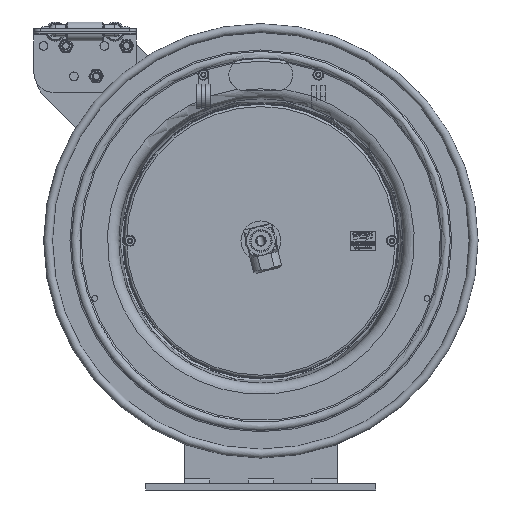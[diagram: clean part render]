
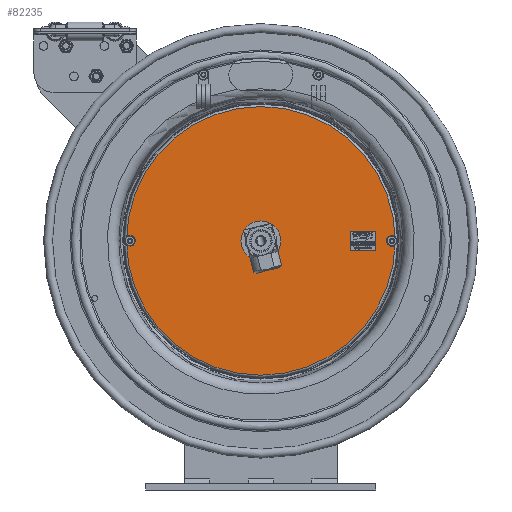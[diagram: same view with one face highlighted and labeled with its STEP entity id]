
A CAD part, front view. The second image highlights one B-rep face of the part: STEP entity #82235.
In plain terms, the highlighted planar face has unit normal (0, -1, 0).
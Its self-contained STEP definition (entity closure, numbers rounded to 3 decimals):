
#4749=FACE_BOUND('',#9160,.T.);
#4750=FACE_BOUND('',#9161,.T.);
#4751=FACE_BOUND('',#9162,.T.);
#6041=FACE_OUTER_BOUND('',#9159,.T.);
#9159=EDGE_LOOP('',(#62682,#62683));
#9160=EDGE_LOOP('',(#62684));
#9161=EDGE_LOOP('',(#62685));
#9162=EDGE_LOOP('',(#62686));
#13076=CIRCLE('',#87161,5.255);
#13077=CIRCLE('',#87162,5.255);
#13081=CIRCLE('',#87167,0.1);
#13082=CIRCLE('',#87168,0.1);
#13083=CIRCLE('',#87169,0.65);
#34072=VERTEX_POINT('',#119631);
#34073=VERTEX_POINT('',#119632);
#34076=VERTEX_POINT('',#119641);
#34077=VERTEX_POINT('',#119643);
#34078=VERTEX_POINT('',#119645);
#46336=EDGE_CURVE('',#34072,#34073,#13076,.T.);
#46337=EDGE_CURVE('',#34073,#34072,#13077,.T.);
#46341=EDGE_CURVE('',#34076,#34076,#13081,.T.);
#46342=EDGE_CURVE('',#34077,#34077,#13082,.T.);
#46343=EDGE_CURVE('',#34078,#34078,#13083,.T.);
#62682=ORIENTED_EDGE('',*,*,#46336,.T.);
#62683=ORIENTED_EDGE('',*,*,#46337,.T.);
#62684=ORIENTED_EDGE('',*,*,#46341,.T.);
#62685=ORIENTED_EDGE('',*,*,#46342,.T.);
#62686=ORIENTED_EDGE('',*,*,#46343,.T.);
#77273=PLANE('',#87166);
#82235=ADVANCED_FACE('',(#6041,#4749,#4750,#4751),#77273,.T.);
#87161=AXIS2_PLACEMENT_3D('',#119633,#96827,#96828);
#87162=AXIS2_PLACEMENT_3D('',#119634,#96829,#96830);
#87166=AXIS2_PLACEMENT_3D('',#119640,#96837,#96838);
#87167=AXIS2_PLACEMENT_3D('',#119642,#96839,#96840);
#87168=AXIS2_PLACEMENT_3D('',#119644,#96841,#96842);
#87169=AXIS2_PLACEMENT_3D('',#119646,#96843,#96844);
#96827=DIRECTION('center_axis',(0.,-1.,0.));
#96828=DIRECTION('ref_axis',(0.,0.,
-1.));
#96829=DIRECTION('center_axis',(0.,-1.,0.));
#96830=DIRECTION('ref_axis',(0.,0.,
-1.));
#96837=DIRECTION('center_axis',(0.,-1.,0.));
#96838=DIRECTION('ref_axis',(-1.,0.,0.));
#96839=DIRECTION('center_axis',(0.,1.,0.));
#96840=DIRECTION('ref_axis',(0.,0.,
-1.));
#96841=DIRECTION('center_axis',(0.,1.,0.));
#96842=DIRECTION('ref_axis',(0.,0.,
-1.));
#96843=DIRECTION('center_axis',(0.,1.,0.));
#96844=DIRECTION('ref_axis',(0.,0.,1.));
#119631=CARTESIAN_POINT('',(0.,-3.118,4.493));
#119632=CARTESIAN_POINT('',(5.255,-3.118,9.748));
#119633=CARTESIAN_POINT('Origin',(0.,-3.118,9.748));
#119634=CARTESIAN_POINT('Origin',(0.,-3.118,9.748));
#119640=CARTESIAN_POINT('Origin',(0.,-3.118,7.12));
#119641=CARTESIAN_POINT('',(-5.125,-3.118,9.648));
#119642=CARTESIAN_POINT('Origin',(-5.125,-3.118,9.748));
#119643=CARTESIAN_POINT('',(5.125,-3.118,9.648));
#119644=CARTESIAN_POINT('Origin',(5.125,-3.118,9.748));
#119645=CARTESIAN_POINT('',(0.,-3.118,9.098));
#119646=CARTESIAN_POINT('Origin',(0.,-3.118,9.748));
